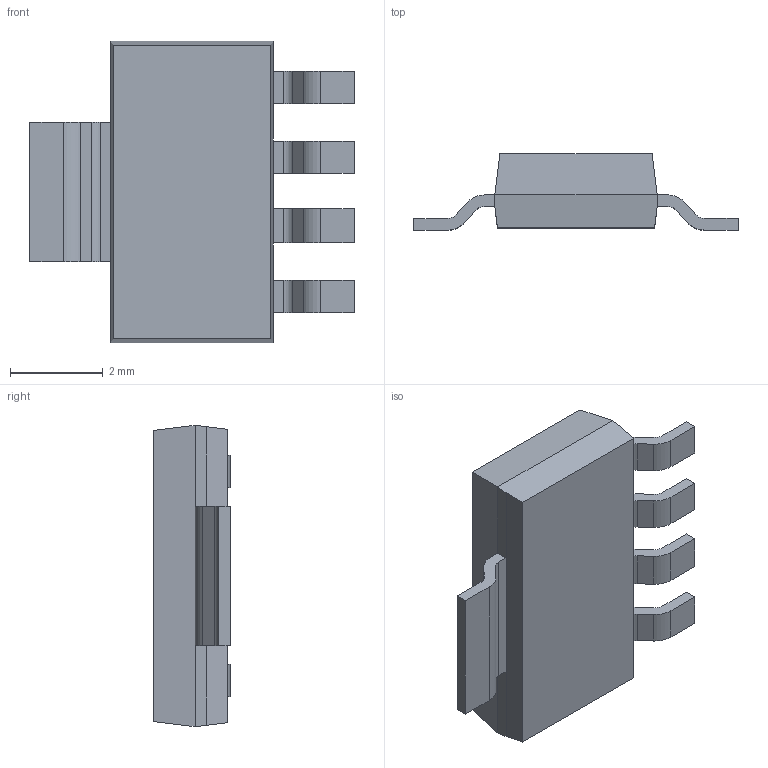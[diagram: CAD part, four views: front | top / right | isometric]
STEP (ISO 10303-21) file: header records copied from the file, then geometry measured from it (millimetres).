
FILE_DESCRIPTION (( 'STEP AP214' ), '1' );
FILE_NAME ('56634791-79DE-451B-80C1-D6ED7ABA975D.STEP', '2025-09-15T14:41:06', ( '' ), ( '' ), 'SwSTEP 2.0', 'SolidWorks 2022', '' );
FILE_SCHEMA (( 'AUTOMOTIVE_DESIGN' ));
Length unit declared in the file: millimetre
Products named in the file (1): 56634791-79DE-451B-80C1-D6ED7ABA975D
Bounding box: 7 x 1.65 x 6.5 mm (x, y, z)
Volume: 37.9 mm3; surface area: 101.1 mm2
Topology: 1 solids, 1 shells, 82 faces, 216 edges, 136 vertices
Faces by surface type: plane 62, cylinder 20
Entity records: 3424 total; most frequent: CARTESIAN_POINT 435, ORIENTED_EDGE 432, DIRECTION 422, EDGE_CURVE 216, VECTOR 176, LINE 176, VERTEX_POINT 136, AXIS2_PLACEMENT_3D 123
